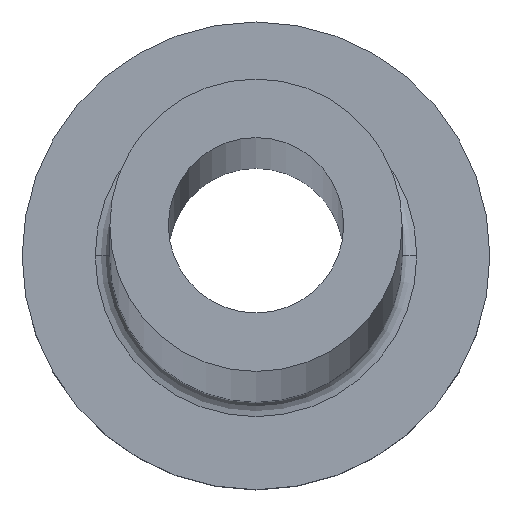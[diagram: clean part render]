
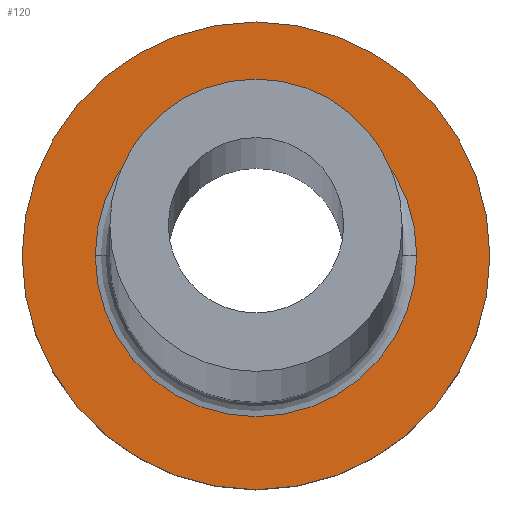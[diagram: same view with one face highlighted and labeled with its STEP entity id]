
A CAD part, top view. The second image highlights one B-rep face of the part: STEP entity #120.
In plain terms, the highlighted planar face has unit normal (0, 0, 1).
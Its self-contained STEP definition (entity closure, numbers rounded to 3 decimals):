
#9 = DIRECTION ( 'NONE',  ( 1., 0., 0. ) ) ;
#15 = AXIS2_PLACEMENT_3D ( 'NONE', #276, #23, #307 ) ;
#23 = DIRECTION ( 'NONE',  ( 0., 0., -1. ) ) ;
#27 = EDGE_LOOP ( 'NONE', ( #267, #141 ) ) ;
#28 = CIRCLE ( 'NONE', #15, 5.5 ) ;
#37 = VERTEX_POINT ( 'NONE', #172 ) ;
#47 = EDGE_CURVE ( 'NONE', #247, #81, #136, .T. ) ;
#66 = DIRECTION ( 'NONE',  ( 0., 0., -1. ) ) ;
#76 = CARTESIAN_POINT ( 'NONE',  ( 5.5, 0., 5. ) ) ;
#79 = EDGE_CURVE ( 'NONE', #37, #302, #259, .T. ) ;
#81 = VERTEX_POINT ( 'NONE', #76 ) ;
#101 = DIRECTION ( 'NONE',  ( 1., 0., 0. ) ) ;
#116 = EDGE_CURVE ( 'NONE', #302, #37, #313, .T. ) ;
#120 = ADVANCED_FACE ( 'NONE', ( #222, #193 ), #336, .T. ) ;
#136 = CIRCLE ( 'NONE', #355, 5.5 ) ;
#141 = ORIENTED_EDGE ( 'NONE', *, *, #47, .T. ) ;
#149 = DIRECTION ( 'NONE',  ( 0., 0., 1. ) ) ;
#151 = AXIS2_PLACEMENT_3D ( 'NONE', #303, #149, #9 ) ;
#168 = ORIENTED_EDGE ( 'NONE', *, *, #79, .T. ) ;
#172 = CARTESIAN_POINT ( 'NONE',  ( 8., 0., 5. ) ) ;
#190 = EDGE_LOOP ( 'NONE', ( #337, #168 ) ) ;
#193 = FACE_OUTER_BOUND ( 'NONE', #190, .T. ) ;
#222 = FACE_BOUND ( 'NONE', #27, .T. ) ;
#228 = CARTESIAN_POINT ( 'NONE',  ( -8., 0., 5. ) ) ;
#234 = AXIS2_PLACEMENT_3D ( 'NONE', #370, #326, #101 ) ;
#243 = CARTESIAN_POINT ( 'NONE',  ( 0., 0., 5. ) ) ;
#247 = VERTEX_POINT ( 'NONE', #250 ) ;
#250 = CARTESIAN_POINT ( 'NONE',  ( -5.5, 0., 5. ) ) ;
#252 = EDGE_CURVE ( 'NONE', #81, #247, #28, .T. ) ;
#259 = CIRCLE ( 'NONE', #312, 8. ) ;
#264 = DIRECTION ( 'NONE',  ( 0., 0., 1. ) ) ;
#267 = ORIENTED_EDGE ( 'NONE', *, *, #252, .T. ) ;
#276 = CARTESIAN_POINT ( 'NONE',  ( 0., 0., 5. ) ) ;
#302 = VERTEX_POINT ( 'NONE', #228 ) ;
#303 = CARTESIAN_POINT ( 'NONE',  ( 0., 0., 5. ) ) ;
#307 = DIRECTION ( 'NONE',  ( 1., 0., 0. ) ) ;
#312 = AXIS2_PLACEMENT_3D ( 'NONE', #333, #264, #329 ) ;
#313 = CIRCLE ( 'NONE', #234, 8. ) ;
#326 = DIRECTION ( 'NONE',  ( 0., 0., 1. ) ) ;
#329 = DIRECTION ( 'NONE',  ( 1., 0., 0. ) ) ;
#333 = CARTESIAN_POINT ( 'NONE',  ( 0., 0., 5. ) ) ;
#336 = PLANE ( 'NONE',  #151 ) ;
#337 = ORIENTED_EDGE ( 'NONE', *, *, #116, .T. ) ;
#355 = AXIS2_PLACEMENT_3D ( 'NONE', #243, #66, #362 ) ;
#362 = DIRECTION ( 'NONE',  ( 1., 0., 0. ) ) ;
#370 = CARTESIAN_POINT ( 'NONE',  ( 0., 0., 5. ) ) ;
